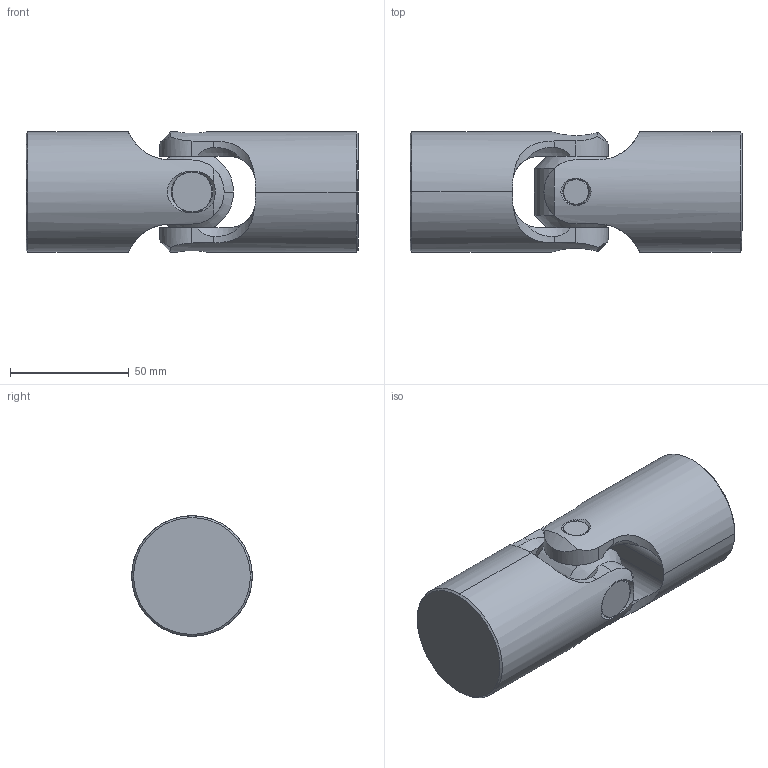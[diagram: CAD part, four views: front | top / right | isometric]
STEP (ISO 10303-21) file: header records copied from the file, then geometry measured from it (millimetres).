
FILE_DESCRIPTION (( 'STEP AP214' ), '1' );
FILE_NAME ('UJ-SS2000-316.STEP', '2018-06-12T17:38:41', ( 'rick' ), ( 'Hewlett-Packard Company' ), 'SwSTEP 2.0', 'SolidWorks 2017', '' );
FILE_SCHEMA (( 'AUTOMOTIVE_DESIGN' ));
Length unit declared in the file: inch
Products named in the file (7): SSY2000_SSY2000SH-316L; RETAINING RING_SS2000-6A-316; SS-5A STAINLESS LARGE PIN_SS2000-5A-316L; SS-3A STAINLESS SMALL PIN_SS2000-3A-316L; SS-2A STAINLESS BLOCK_SS2000-2A-316L; SSY2000_SSY2000LH-316L; UJ-SS2000-316
Assembly tree (6 placements, depth 2):
  UJ-SS2000-316
    SSY2000_SSY2000LH-316L
    SS-2A STAINLESS BLOCK_SS2000-2A-316L
    SS-3A STAINLESS SMALL PIN_SS2000-3A-316L
    SS-5A STAINLESS LARGE PIN_SS2000-5A-316L
    RETAINING RING_SS2000-6A-316
    SSY2000_SSY2000SH-316L
Bounding box: 139.7 x 50.67 x 50.67 mm (x, y, z)
Volume: 240071.5 mm3; surface area: 42637.7 mm2
Topology: 6 solids, 6 shells, 144 faces, 355 edges, 222 vertices
Faces by surface type: cylinder 51, cone 38, plane 35, torus 12, sphere 8
Entity records: 5968 total; most frequent: CARTESIAN_POINT 2263, DIRECTION 721, ORIENTED_EDGE 710, EDGE_CURVE 355, AXIS2_PLACEMENT_3D 301, VERTEX_POINT 222, EDGE_LOOP 159, CIRCLE 148
